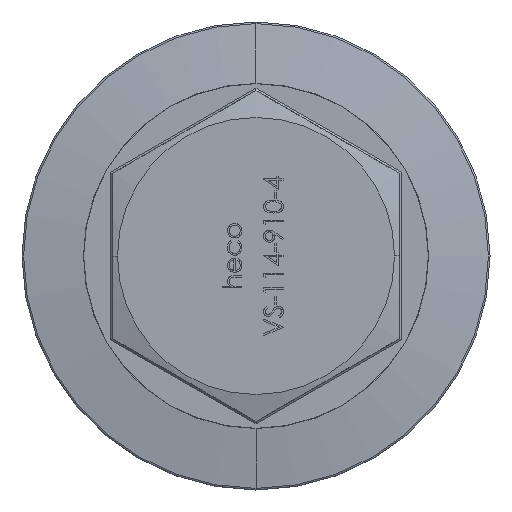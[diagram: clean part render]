
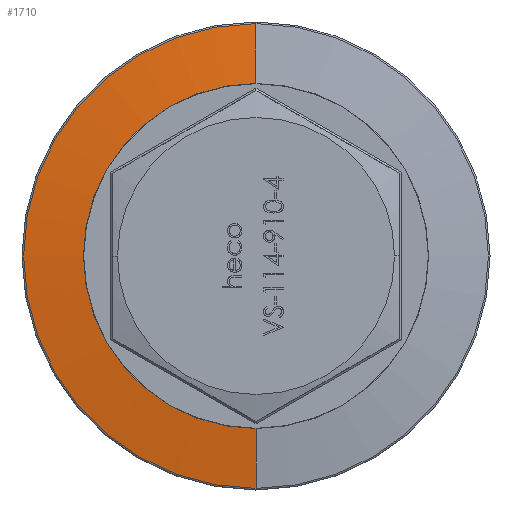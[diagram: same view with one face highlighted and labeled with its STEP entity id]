
A CAD part, left-side view. The second image highlights one B-rep face of the part: STEP entity #1710.
In plain terms, the highlighted conical face has half-angle 82 degrees and reference radius 18.051 mm.
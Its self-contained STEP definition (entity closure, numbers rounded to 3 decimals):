
#23 = VERTEX_POINT ( 'NONE', #13051 ) ;
#913 = CARTESIAN_POINT ( 'NONE',  ( -5., 0., -18.051 ) ) ;
#1710 = ADVANCED_FACE ( 'NONE', ( #12661 ), #5431, .T. ) ;
#1768 = VERTEX_POINT ( 'NONE', #13522 ) ;
#3351 = ORIENTED_EDGE ( 'NONE', *, *, #12364, .T. ) ;
#3689 = AXIS2_PLACEMENT_3D ( 'NONE', #4258, #14130, #4408 ) ;
#3705 = EDGE_CURVE ( 'NONE', #23, #4259, #11628, .T. ) ;
#3754 = DIRECTION ( 'NONE',  ( 1., 0., 0. ) ) ;
#3807 = DIRECTION ( 'NONE',  ( 0., 0., -1. ) ) ;
#4222 = EDGE_CURVE ( 'NONE', #4259, #12876, #7042, .T. ) ;
#4258 = CARTESIAN_POINT ( 'NONE',  ( -4.998, 0., 0. ) ) ;
#4259 = VERTEX_POINT ( 'NONE', #15392 ) ;
#4408 = DIRECTION ( 'NONE',  ( 0., 0., -1. ) ) ;
#5431 = CONICAL_SURFACE ( 'NONE', #12933, 18.051, 1.431 ) ;
#5727 = VECTOR ( 'NONE', #7973, 1000. ) ;
#6082 = DIRECTION ( 'NONE',  ( -1., 0., 0. ) ) ;
#7042 = LINE ( 'NONE', #10790, #5727 ) ;
#7973 = DIRECTION ( 'NONE',  ( 0.139, 0., 0.99 ) ) ;
#8115 = VECTOR ( 'NONE', #9462, 1000. ) ;
#8245 = ORIENTED_EDGE ( 'NONE', *, *, #3705, .T. ) ;
#9013 = EDGE_CURVE ( 'NONE', #23, #1768, #12885, .T. ) ;
#9462 = DIRECTION ( 'NONE',  ( 0.139, 0., -0.99 ) ) ;
#10418 = ORIENTED_EDGE ( 'NONE', *, *, #9013, .F. ) ;
#10538 = CIRCLE ( 'NONE', #15286, 24.328 ) ;
#10790 = CARTESIAN_POINT ( 'NONE',  ( -5., 0., 18.051 ) ) ;
#11628 = CIRCLE ( 'NONE', #3689, 18.065 ) ;
#12364 = EDGE_CURVE ( 'NONE', #12876, #1768, #10538, .T. ) ;
#12390 = CARTESIAN_POINT ( 'NONE',  ( -5., 0., 0. ) ) ;
#12463 = ORIENTED_EDGE ( 'NONE', *, *, #4222, .T. ) ;
#12661 = FACE_OUTER_BOUND ( 'NONE', #12818, .T. ) ;
#12818 = EDGE_LOOP ( 'NONE', ( #8245, #12463, #3351, #10418 ) ) ;
#12876 = VERTEX_POINT ( 'NONE', #15702 ) ;
#12885 = LINE ( 'NONE', #913, #8115 ) ;
#12933 = AXIS2_PLACEMENT_3D ( 'NONE', #12390, #3754, #3807 ) ;
#13051 = CARTESIAN_POINT ( 'NONE',  ( -4.998, 0., -18.065 ) ) ;
#13522 = CARTESIAN_POINT ( 'NONE',  ( -4.118, 0., -24.328 ) ) ;
#14130 = DIRECTION ( 'NONE',  ( 1., 0., 0. ) ) ;
#14650 = DIRECTION ( 'NONE',  ( 0., 0., -1. ) ) ;
#14761 = CARTESIAN_POINT ( 'NONE',  ( -4.118, 0., 0. ) ) ;
#15286 = AXIS2_PLACEMENT_3D ( 'NONE', #14761, #6082, #14650 ) ;
#15392 = CARTESIAN_POINT ( 'NONE',  ( -4.998, 0., 18.065 ) ) ;
#15702 = CARTESIAN_POINT ( 'NONE',  ( -4.118, 0., 24.328 ) ) ;
